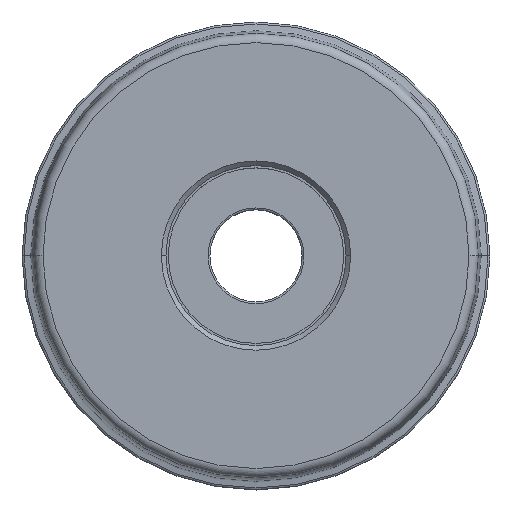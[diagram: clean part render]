
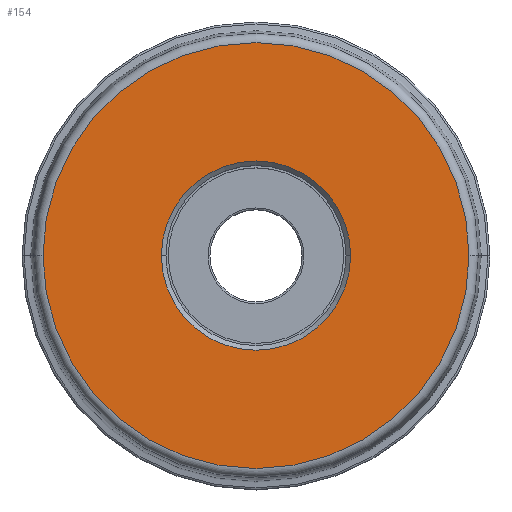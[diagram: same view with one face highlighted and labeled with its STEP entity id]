
A CAD part, top view. The second image highlights one B-rep face of the part: STEP entity #154.
In plain terms, the highlighted planar face has unit normal (0, 0, 1).
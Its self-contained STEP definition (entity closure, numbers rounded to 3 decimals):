
#43=PLANE('',#1535);
#50=FACE_BOUND('',#341,.T.);
#51=FACE_BOUND('',#342,.T.);
#154=ADVANCED_FACE('',(#50,#51),#43,.F.);
#341=EDGE_LOOP('',(#519,#520));
#342=EDGE_LOOP('',(#521,#522));
#519=ORIENTED_EDGE('',*,*,#933,.T.);
#520=ORIENTED_EDGE('',*,*,#934,.T.);
#521=ORIENTED_EDGE('',*,*,#935,.T.);
#522=ORIENTED_EDGE('',*,*,#936,.T.);
#805=VERTEX_POINT('',#2431);
#806=VERTEX_POINT('',#2432);
#807=VERTEX_POINT('',#2435);
#808=VERTEX_POINT('',#2436);
#933=EDGE_CURVE('',#805,#806,#1120,.T.);
#934=EDGE_CURVE('',#806,#805,#1121,.T.);
#935=EDGE_CURVE('',#807,#808,#1122,.T.);
#936=EDGE_CURVE('',#808,#807,#1123,.T.);
#1120=CIRCLE('',#1531,46.25);
#1121=CIRCLE('',#1532,46.25);
#1122=CIRCLE('',#1533,20.55);
#1123=CIRCLE('',#1534,20.55);
#1531=AXIS2_PLACEMENT_3D('',#2430,#1886,#1887);
#1532=AXIS2_PLACEMENT_3D('',#2433,#1888,#1889);
#1533=AXIS2_PLACEMENT_3D('',#2434,#1890,#1891);
#1534=AXIS2_PLACEMENT_3D('',#2437,#1892,#1893);
#1535=AXIS2_PLACEMENT_3D('',#2438,#1894,#1895);
#1886=DIRECTION('',(0.,0.,1.));
#1887=DIRECTION('',(1.,0.,0.));
#1888=DIRECTION('',(0.,0.,1.));
#1889=DIRECTION('',(-1.,0.,0.));
#1890=DIRECTION('',(0.,0.,-1.));
#1891=DIRECTION('',(-1.,0.,0.));
#1892=DIRECTION('',(0.,0.,-1.));
#1893=DIRECTION('',(1.,0.,0.));
#1894=DIRECTION('',(0.,0.,-1.));
#1895=DIRECTION('',(1.,0.,0.));
#2430=CARTESIAN_POINT('',(0.,0.,0.));
#2431=CARTESIAN_POINT('',(46.25,0.,0.));
#2432=CARTESIAN_POINT('',(-46.25,0.,0.));
#2433=CARTESIAN_POINT('',(0.,0.,0.));
#2434=CARTESIAN_POINT('',(0.,0.,0.));
#2435=CARTESIAN_POINT('',(-20.55,0.,0.));
#2436=CARTESIAN_POINT('',(20.55,0.,0.));
#2437=CARTESIAN_POINT('',(0.,0.,0.));
#2438=CARTESIAN_POINT('',(0.,0.,0.));
